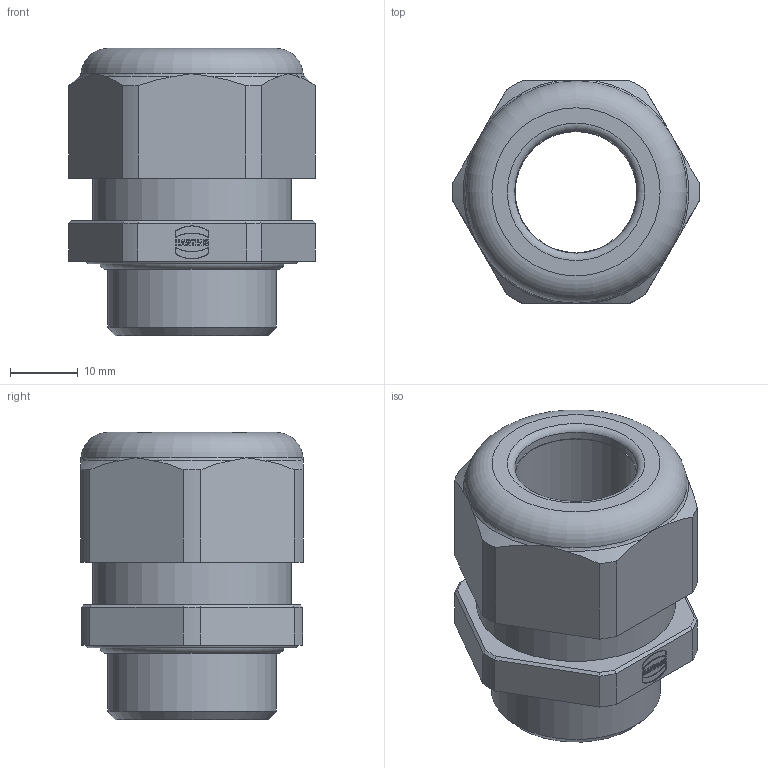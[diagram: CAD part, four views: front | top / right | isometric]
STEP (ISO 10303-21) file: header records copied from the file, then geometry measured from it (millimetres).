
FILE_DESCRIPTION(/* description */ (''),/* implementation_level */ '2;1');
FILE_NAME(/* name */ '100095218ugm000_f.stp',/* time_stamp */ '2019-01-23T16:41:23+01:00',/* author */ (''),/* organization */ (''),/* preprocessor_version */ 'ST-DEVELOPER v16.7',/* originating_system */ 'SIEMENS PLM Software NX 12.0',/* authorisation */ '');
FILE_SCHEMA (('AUTOMOTIVE_DESIGN { 1 0 10303 214 3 1 1 1 }'));
Length unit declared in the file: millimetre
Products named in the file (1): 100095218ugm000_f
Bounding box: 36.54 x 32.9 x 42.5 mm (x, y, z)
Volume: 21677.8 mm3; surface area: 8144.8 mm2
Topology: 1 solids, 1 shells, 897 faces, 2628 edges, 1759 vertices
Faces by surface type: plane 862, cylinder 16, cone 14, torus 5
Full cylindrical faces by diameter (mm): 18 x1, 18.15 x1, 25 x1, 29.455 x1
Entity records: 35505 total; most frequent: CARTESIAN_POINT 5386, ORIENTED_EDGE 5216, DIRECTION 4434, EDGE_CURVE 2608, LINE 2526, VECTOR 2526, VERTEX_POINT 1740, AXIS2_PLACEMENT_3D 954
